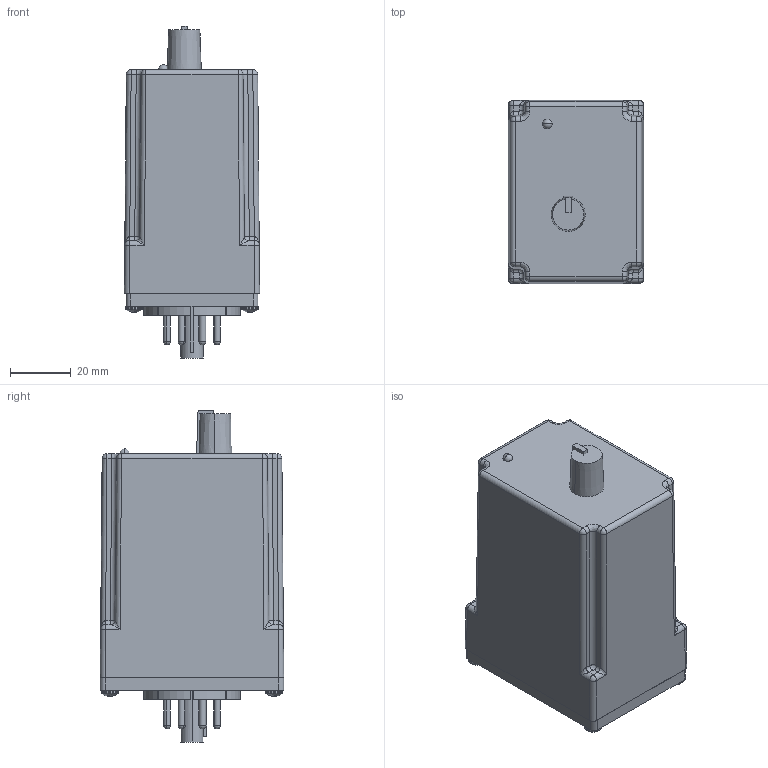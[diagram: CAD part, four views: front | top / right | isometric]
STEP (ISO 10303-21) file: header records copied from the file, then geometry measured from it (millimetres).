
FILE_DESCRIPTION (( 'STEP AP203' ), '1' );
FILE_NAME ('PMRRL-1C-208A-TL.step', '2020-01-22T11:25:39', ( '' ), ( '' ), 'SwSTEP 2.0', 'SolidWorks 2019', '' );
FILE_SCHEMA (( 'CONFIG_CONTROL_DESIGN' ));
Length unit declared in the file: inch
Products named in the file (1): PMRRL-1C-208A-TL
Bounding box: 44.45 x 60.33 x 109.09 mm (x, y, z)
Volume: 201857.2 mm3; surface area: 29643.4 mm2
Topology: 17 solids, 17 shells, 691 faces, 1821 edges, 1159 vertices
Faces by surface type: cylinder 280, plane 225, bspline 114, cone 42, sphere 30
Entity records: 31826 total; most frequent: CARTESIAN_POINT 16536, ORIENTED_EDGE 3538, DIRECTION 2609, EDGE_CURVE 1769, VERTEX_POINT 1141, AXIS2_PLACEMENT_3D 914, LINE 781, VECTOR 781
